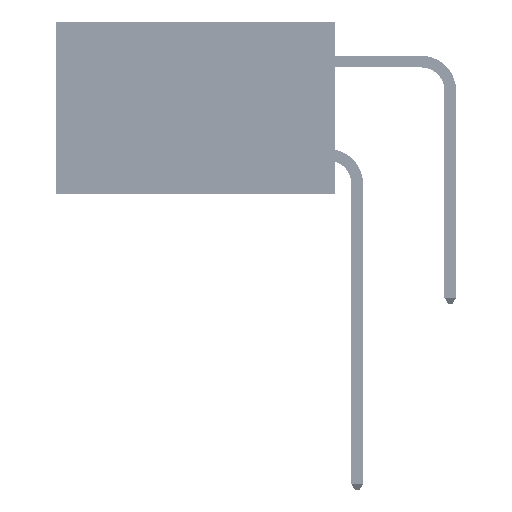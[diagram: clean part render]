
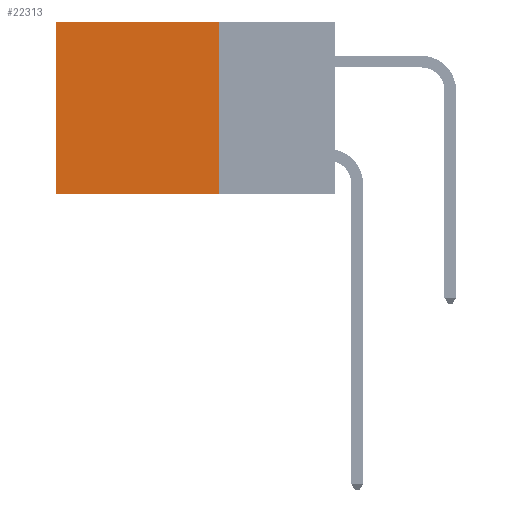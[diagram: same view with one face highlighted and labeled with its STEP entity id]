
A CAD part, left-side view. The second image highlights one B-rep face of the part: STEP entity #22313.
In plain terms, the highlighted planar face has unit normal (-1, 0, 0).
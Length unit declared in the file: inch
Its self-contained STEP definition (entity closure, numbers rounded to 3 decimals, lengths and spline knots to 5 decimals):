
#2361 = EDGE_LOOP ( 'NONE', ( #25594, #24671, #27192, #7054 ) ) ;
#2519 = CARTESIAN_POINT ( 'NONE',  ( 0.2875, 0.25, -0.37 ) ) ;
#2979 = CARTESIAN_POINT ( 'NONE',  ( 0.2875, 0.25, 0. ) ) ;
#4776 = VERTEX_POINT ( 'NONE', #16868 ) ;
#7054 = ORIENTED_EDGE ( 'NONE', *, *, #12064, .T. ) ;
#9078 = CARTESIAN_POINT ( 'NONE',  ( 0.2875, 0.25, -0.37 ) ) ;
#12064 = EDGE_CURVE ( 'NONE', #4776, #30319, #43714, .T. ) ;
#16242 = VECTOR ( 'NONE', #39460, 39.37008 ) ;
#16868 = CARTESIAN_POINT ( 'NONE',  ( 0.2875, 0.25, 0. ) ) ;
#17750 = DIRECTION ( 'NONE',  ( 0., 1., 0. ) ) ;
#18205 = DIRECTION ( 'NONE',  ( 0., 0., -1. ) ) ;
#19120 = LINE ( 'NONE', #33881, #26897 ) ;
#21795 = VECTOR ( 'NONE', #18205, 39.37008 ) ;
#22313 = ADVANCED_FACE ( 'NONE', ( #45154 ), #49157, .F. ) ;
#24671 = ORIENTED_EDGE ( 'NONE', *, *, #37957, .F. ) ;
#25594 = ORIENTED_EDGE ( 'NONE', *, *, #38905, .T. ) ;
#25662 = CARTESIAN_POINT ( 'NONE',  ( 0.2875, 0.25, 0. ) ) ;
#26155 = EDGE_CURVE ( 'NONE', #4776, #47489, #37941, .T. ) ;
#26897 = VECTOR ( 'NONE', #33635, 39.37008 ) ;
#27192 = ORIENTED_EDGE ( 'NONE', *, *, #26155, .F. ) ;
#29664 = DIRECTION ( 'NONE',  ( 1., 0., 0. ) ) ;
#30319 = VERTEX_POINT ( 'NONE', #45812 ) ;
#32684 = AXIS2_PLACEMENT_3D ( 'NONE', #25662, #29664, #41141 ) ;
#33635 = DIRECTION ( 'NONE',  ( 0., 0., -1. ) ) ;
#33881 = CARTESIAN_POINT ( 'NONE',  ( 0.2875, 0.6, 0. ) ) ;
#37941 = LINE ( 'NONE', #2979, #21795 ) ;
#37957 = EDGE_CURVE ( 'NONE', #47489, #42619, #48257, .T. ) ;
#38905 = EDGE_CURVE ( 'NONE', #30319, #42619, #19120, .T. ) ;
#39215 = CARTESIAN_POINT ( 'NONE',  ( 0.2875, 0.25, 0. ) ) ;
#39460 = DIRECTION ( 'NONE',  ( 0., 1., 0. ) ) ;
#41141 = DIRECTION ( 'NONE',  ( 0., 0., -1. ) ) ;
#41989 = VECTOR ( 'NONE', #17750, 39.37008 ) ;
#42619 = VERTEX_POINT ( 'NONE', #48621 ) ;
#43714 = LINE ( 'NONE', #39215, #16242 ) ;
#45154 = FACE_OUTER_BOUND ( 'NONE', #2361, .T. ) ;
#45812 = CARTESIAN_POINT ( 'NONE',  ( 0.2875, 0.6, 0. ) ) ;
#47489 = VERTEX_POINT ( 'NONE', #9078 ) ;
#48257 = LINE ( 'NONE', #2519, #41989 ) ;
#48621 = CARTESIAN_POINT ( 'NONE',  ( 0.2875, 0.6, -0.37 ) ) ;
#49157 = PLANE ( 'NONE',  #32684 ) ;
